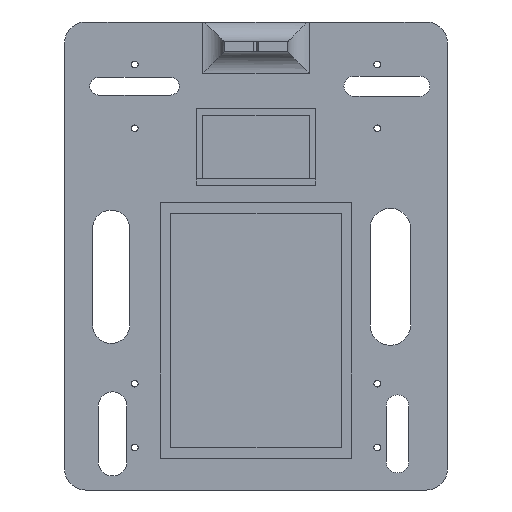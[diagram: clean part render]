
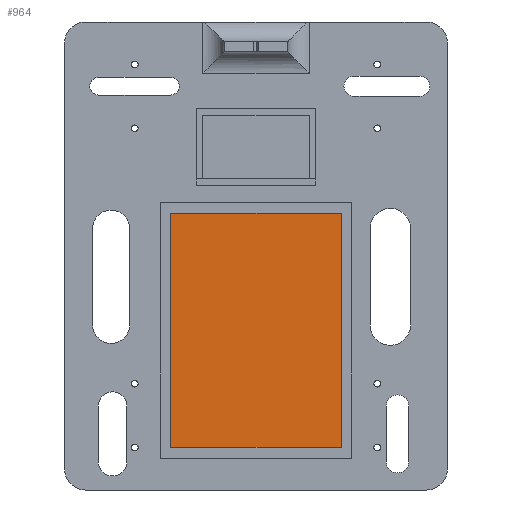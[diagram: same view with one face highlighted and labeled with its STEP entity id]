
A CAD part, front view. The second image highlights one B-rep face of the part: STEP entity #964.
In plain terms, the highlighted planar face has unit normal (0, -1, 0).
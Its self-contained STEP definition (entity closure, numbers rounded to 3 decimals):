
#128 = LINE ( 'NONE', #1104, #2918 ) ;
#344 = DIRECTION ( 'NONE',  ( 1., 0., 0. ) ) ;
#362 = ORIENTED_EDGE ( 'NONE', *, *, #3059, .T. ) ;
#403 = AXIS2_PLACEMENT_3D ( 'NONE', #566, #2263, #1016 ) ;
#411 = CARTESIAN_POINT ( 'NONE',  ( -45.26, 0., -9.091 ) ) ;
#416 = EDGE_CURVE ( 'NONE', #1133, #2394, #2062, .T. ) ;
#444 = EDGE_CURVE ( 'NONE', #2394, #727, #1325, .T. ) ;
#476 = CARTESIAN_POINT ( 'NONE',  ( 34.74, 0., -9.091 ) ) ;
#490 = DIRECTION ( 'NONE',  ( -1., 0., 0. ) ) ;
#522 = CARTESIAN_POINT ( 'NONE',  ( 34.74, 0., -119.091 ) ) ;
#566 = CARTESIAN_POINT ( 'NONE',  ( -85.26, 0., -129.091 ) ) ;
#727 = VERTEX_POINT ( 'NONE', #2960 ) ;
#843 = ORIENTED_EDGE ( 'NONE', *, *, #444, .T. ) ;
#921 = VECTOR ( 'NONE', #490, 1000. ) ;
#964 = ADVANCED_FACE ( 'NONE', ( #1781 ), #2295, .F. ) ;
#1016 = DIRECTION ( 'NONE',  ( 0., 0., 1. ) ) ;
#1104 = CARTESIAN_POINT ( 'NONE',  ( 34.74, 0., -9.091 ) ) ;
#1133 = VERTEX_POINT ( 'NONE', #411 ) ;
#1296 = CARTESIAN_POINT ( 'NONE',  ( -45.26, 0., -9.091 ) ) ;
#1325 = LINE ( 'NONE', #522, #2478 ) ;
#1402 = ORIENTED_EDGE ( 'NONE', *, *, #416, .T. ) ;
#1440 = VECTOR ( 'NONE', #2547, 1000. ) ;
#1587 = CARTESIAN_POINT ( 'NONE',  ( -45.26, 0., -119.091 ) ) ;
#1629 = EDGE_CURVE ( 'NONE', #727, #2175, #128, .T. ) ;
#1665 = CARTESIAN_POINT ( 'NONE',  ( 34.74, 0., -9.091 ) ) ;
#1685 = LINE ( 'NONE', #476, #921 ) ;
#1781 = FACE_OUTER_BOUND ( 'NONE', #1794, .T. ) ;
#1794 = EDGE_LOOP ( 'NONE', ( #1402, #843, #2768, #362 ) ) ;
#2062 = LINE ( 'NONE', #1296, #1440 ) ;
#2175 = VERTEX_POINT ( 'NONE', #1665 ) ;
#2263 = DIRECTION ( 'NONE',  ( 0., 1., 0. ) ) ;
#2295 = PLANE ( 'NONE',  #403 ) ;
#2394 = VERTEX_POINT ( 'NONE', #1587 ) ;
#2478 = VECTOR ( 'NONE', #344, 1000. ) ;
#2547 = DIRECTION ( 'NONE',  ( 0., 0., -1. ) ) ;
#2600 = DIRECTION ( 'NONE',  ( 0., 0., 1. ) ) ;
#2768 = ORIENTED_EDGE ( 'NONE', *, *, #1629, .T. ) ;
#2918 = VECTOR ( 'NONE', #2600, 1000. ) ;
#2960 = CARTESIAN_POINT ( 'NONE',  ( 34.74, 0., -119.091 ) ) ;
#3059 = EDGE_CURVE ( 'NONE', #2175, #1133, #1685, .T. ) ;
